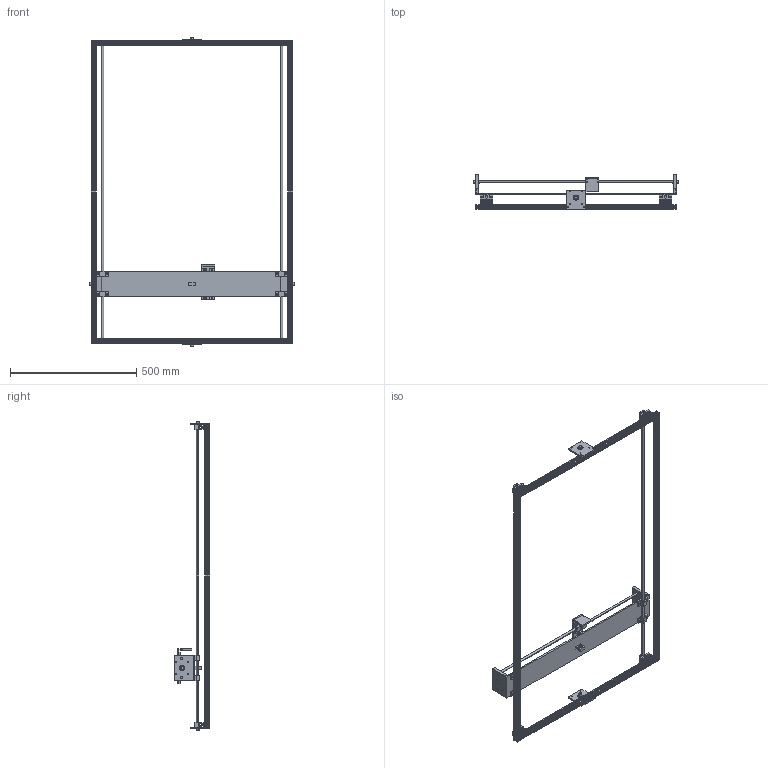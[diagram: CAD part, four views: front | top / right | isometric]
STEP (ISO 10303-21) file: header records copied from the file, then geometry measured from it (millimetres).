
FILE_DESCRIPTION (( 'STEP AP214' ), '1' );
FILE_NAME ('eje X.STEP', '2018-10-30T20:08:20', ( '' ), ( '' ), 'SwSTEP 2.0', 'SolidWorks 2017', '' );
FILE_SCHEMA (( 'AUTOMOTIVE_DESIGN' ));
Length unit declared in the file: inch
Products named in the file (20): eje Y_1; eje 800mm_1; base balero y_1; m8 nut_1; base m8 nut_1; 6391K171_1; Bracket buje_1; Placa eje y_1; eje 1200_1; Bracket eje_1; 20x20x760_1; 20x20x1200_1; adapter_1; eje X; 5972K154_BALL BEARING_1; 20x20x50_1; base motor_1; eje laser_1; base2 laser_1; base laser_1
Assembly tree (53 placements, depth 3):
  eje X
    20x20x1200_1  x2
    20x20x760_1  x2
    Bracket eje_1  x4
    eje 1200_1  x2
    eje Y_1
      Placa eje y_1
      Bracket buje_1  x4
      6391K171_1  x4
      base m8 nut_1
      m8 nut_1
      base balero y_1  x2
      eje 800mm_1  x2
    eje laser_1
      base laser_1
      Bracket buje_1  x4
      6391K171_1  x4
      base m8 nut_1
      m8 nut_1
      base2 laser_1
    base motor_1  x2
    20x20x50_1  x4
    5972K154_BALL BEARING_1  x4
    adapter_1  x4
Bounding box: 812.7 x 141.6 x 1225.4 mm (x, y, z)
Volume: 1917280.7 mm3; surface area: 1199761.9 mm2
Topology: 111 solids, 111 shells, 2072 faces, 5772 edges, 3820 vertices
Faces by surface type: cylinder 988, plane 932, sphere 72, bspline 48, cone 32
Entity records: 35038 total; most frequent: CARTESIAN_POINT 4457, DIRECTION 4340, ORIENTED_EDGE 4032, EDGE_CURVE 2016, AXIS2_PLACEMENT_3D 1551, VERTEX_POINT 1348, LINE 1238, VECTOR 1238
